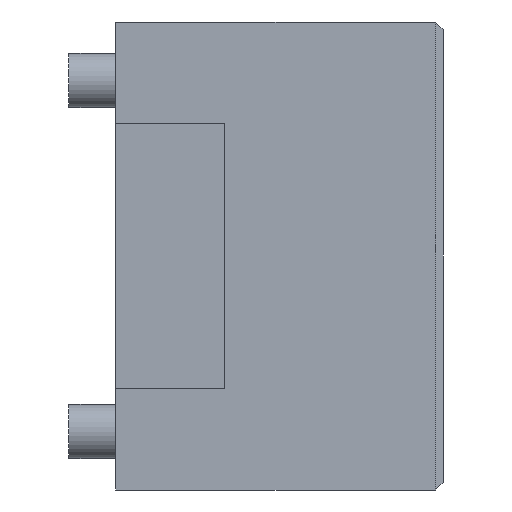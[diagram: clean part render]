
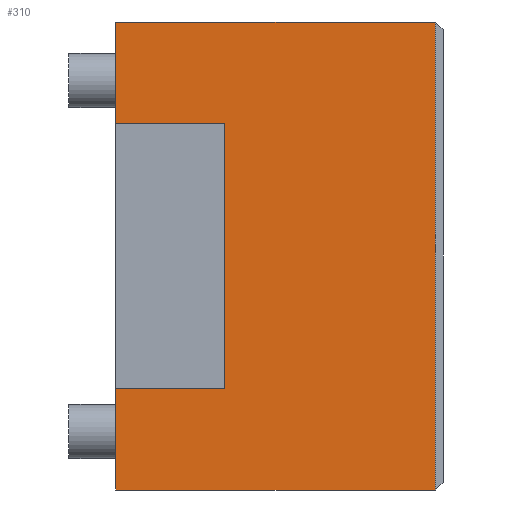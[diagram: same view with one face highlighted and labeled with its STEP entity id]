
A CAD part, left-side view. The second image highlights one B-rep face of the part: STEP entity #310.
In plain terms, the highlighted planar face has unit normal (-1, 0, 0).
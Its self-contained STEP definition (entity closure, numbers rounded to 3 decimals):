
#9 = DIRECTION ( 'NONE',  ( 0., -1., 0. ) ) ;
#30 = CARTESIAN_POINT ( 'NONE',  ( -25.5, 10.5, -7.5 ) ) ;
#55 = DIRECTION ( 'NONE',  ( 0., -1., 0. ) ) ;
#72 = CARTESIAN_POINT ( 'NONE',  ( -25.5, 10.5, 7.5 ) ) ;
#96 = DIRECTION ( 'NONE',  ( 0., 0., 1. ) ) ;
#104 = CARTESIAN_POINT ( 'NONE',  ( -25.5, 0.25, -7.5 ) ) ;
#160 = CARTESIAN_POINT ( 'NONE',  ( -25.5, 7., 4.25 ) ) ;
#163 = DIRECTION ( 'NONE',  ( 0., 1., 0. ) ) ;
#230 = CARTESIAN_POINT ( 'NONE',  ( -25.5, 10.5, -7.5 ) ) ;
#231 = DIRECTION ( 'NONE',  ( 0., 0., 1. ) ) ;
#310 = ADVANCED_FACE ( 'NONE', ( #2636 ), #684, .F. ) ;
#366 = CARTESIAN_POINT ( 'NONE',  ( -25.5, 10.5, -7.5 ) ) ;
#392 = DIRECTION ( 'NONE',  ( 0., 0., 1. ) ) ;
#444 = VERTEX_POINT ( 'NONE', #932 ) ;
#470 = VERTEX_POINT ( 'NONE', #935 ) ;
#495 = VERTEX_POINT ( 'NONE', #1038 ) ;
#502 = VERTEX_POINT ( 'NONE', #987 ) ;
#506 = VERTEX_POINT ( 'NONE', #1040 ) ;
#527 = VERTEX_POINT ( 'NONE', #986 ) ;
#528 = VERTEX_POINT ( 'NONE', #1023 ) ;
#530 = VERTEX_POINT ( 'NONE', #1019 ) ;
#680 = DIRECTION ( 'NONE',  ( 0., 0., -1. ) ) ;
#684 = PLANE ( 'NONE',  #2486 ) ;
#694 = DIRECTION ( 'NONE',  ( 1., 0., 0. ) ) ;
#702 = CARTESIAN_POINT ( 'NONE',  ( -25.5, 10.5, -7.5 ) ) ;
#932 = CARTESIAN_POINT ( 'NONE',  ( -25.5, 10.5, -7.5 ) ) ;
#935 = CARTESIAN_POINT ( 'NONE',  ( -25.5, 7., 4.25 ) ) ;
#986 = CARTESIAN_POINT ( 'NONE',  ( -25.5, 0.25, -7.5 ) ) ;
#987 = CARTESIAN_POINT ( 'NONE',  ( -25.5, 10.5, -4.25 ) ) ;
#1019 = CARTESIAN_POINT ( 'NONE',  ( -25.5, 10.5, 7.5 ) ) ;
#1023 = CARTESIAN_POINT ( 'NONE',  ( -25.5, 0.25, 7.5 ) ) ;
#1038 = CARTESIAN_POINT ( 'NONE',  ( -25.5, 7., -4.25 ) ) ;
#1040 = CARTESIAN_POINT ( 'NONE',  ( -25.5, 10.5, 4.25 ) ) ;
#1143 = DIRECTION ( 'NONE',  ( 0., 1., 0. ) ) ;
#1146 = CARTESIAN_POINT ( 'NONE',  ( -25.5, 7., -4.25 ) ) ;
#1532 = ORIENTED_EDGE ( 'NONE', *, *, #1781, .F. ) ;
#1536 = ORIENTED_EDGE ( 'NONE', *, *, #1873, .F. ) ;
#1546 = ORIENTED_EDGE ( 'NONE', *, *, #1891, .T. ) ;
#1547 = ORIENTED_EDGE ( 'NONE', *, *, #1914, .F. ) ;
#1549 = ORIENTED_EDGE ( 'NONE', *, *, #1858, .T. ) ;
#1556 = ORIENTED_EDGE ( 'NONE', *, *, #1767, .F. ) ;
#1570 = ORIENTED_EDGE ( 'NONE', *, *, #1832, .F. ) ;
#1586 = ORIENTED_EDGE ( 'NONE', *, *, #1734, .T. ) ;
#1734 = EDGE_CURVE ( 'NONE', #495, #502, #2005, .T. ) ;
#1767 = EDGE_CURVE ( 'NONE', #444, #502, #2082, .T. ) ;
#1781 = EDGE_CURVE ( 'NONE', #470, #506, #2086, .T. ) ;
#1832 = EDGE_CURVE ( 'NONE', #506, #530, #2211, .T. ) ;
#1858 = EDGE_CURVE ( 'NONE', #444, #527, #2259, .T. ) ;
#1873 = EDGE_CURVE ( 'NONE', #530, #528, #2272, .T. ) ;
#1891 = EDGE_CURVE ( 'NONE', #527, #528, #2311, .T. ) ;
#1914 = EDGE_CURVE ( 'NONE', #495, #470, #2305, .T. ) ;
#1998 = VECTOR ( 'NONE', #1143, 1000. ) ;
#2005 = LINE ( 'NONE', #1146, #1998 ) ;
#2074 = VECTOR ( 'NONE', #392, 1000. ) ;
#2082 = LINE ( 'NONE', #366, #2074 ) ;
#2086 = LINE ( 'NONE', #160, #2093 ) ;
#2093 = VECTOR ( 'NONE', #163, 1000. ) ;
#2211 = LINE ( 'NONE', #230, #2217 ) ;
#2217 = VECTOR ( 'NONE', #231, 1000. ) ;
#2259 = LINE ( 'NONE', #30, #2284 ) ;
#2272 = LINE ( 'NONE', #72, #2278 ) ;
#2278 = VECTOR ( 'NONE', #55, 1000. ) ;
#2284 = VECTOR ( 'NONE', #9, 1000. ) ;
#2305 = LINE ( 'NONE', #2534, #2361 ) ;
#2311 = LINE ( 'NONE', #104, #2341 ) ;
#2341 = VECTOR ( 'NONE', #96, 1000. ) ;
#2361 = VECTOR ( 'NONE', #2514, 1000. ) ;
#2486 = AXIS2_PLACEMENT_3D ( 'NONE', #702, #694, #680 ) ;
#2514 = DIRECTION ( 'NONE',  ( 0., 0., 1. ) ) ;
#2534 = CARTESIAN_POINT ( 'NONE',  ( -25.5, 7., -4.25 ) ) ;
#2636 = FACE_OUTER_BOUND ( 'NONE', #2685, .T. ) ;
#2685 = EDGE_LOOP ( 'NONE', ( #1549, #1546, #1536, #1570, #1532, #1547, #1586, #1556 ) ) ;
